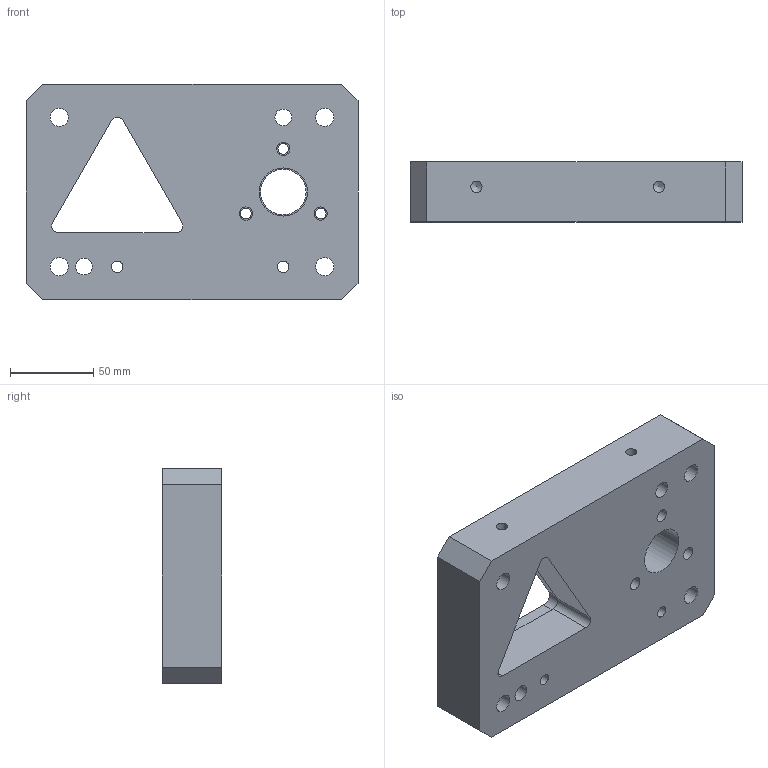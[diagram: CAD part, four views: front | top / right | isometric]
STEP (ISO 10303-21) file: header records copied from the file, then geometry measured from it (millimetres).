
FILE_DESCRIPTION (( 'STEP AP214' ), '1' );
FILE_NAME ('Y10A ROCT 1435-99.STEP', '2025-07-31T13:01:51', ( '' ), ( '' ), 'SwSTEP 2.0', 'SolidWorks 2025', '' );
FILE_SCHEMA (( 'AUTOMOTIVE_DESIGN' ));
Length unit declared in the file: millimetre
Products named in the file (1): Y10A ROCT 1435-99
Bounding box: 200 x 36 x 130 mm (x, y, z)
Volume: 754381.9 mm3; surface area: 90943.1 mm2
Topology: 1 solids, 1 shells, 57 faces, 134 edges, 88 vertices
Faces by surface type: cylinder 28, plane 25, cone 4
Full cylindrical faces by diameter (mm): 6.44 x3, 6.8 x4, 8 x3, 10 x2, 11 x4, 18 x4, 27.44 x1, 29 x1
Entity records: 1581 total; most frequent: DIRECTION 280, CARTESIAN_POINT 250, ORIENTED_EDGE 212, EDGE_LOOP 118, AXIS2_PLACEMENT_3D 116, EDGE_CURVE 106, VERTEX_POINT 86, FACE_OUTER_BOUND 79
